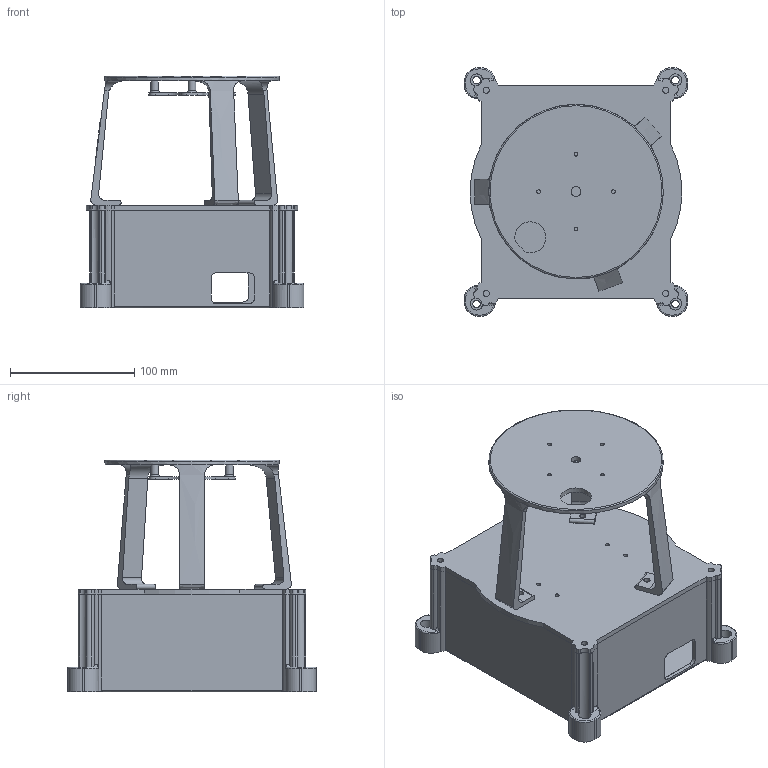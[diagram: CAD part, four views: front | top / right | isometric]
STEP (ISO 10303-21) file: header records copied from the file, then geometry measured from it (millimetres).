
FILE_DESCRIPTION(/* description */ (''),/* implementation_level */ '2;1');
FILE_NAME(/* name */ 'compute-lidar-mount-v5.step',/* time_stamp */ '2025-08-20T13:24:13-04:00',/* author */ (''),/* organization */ (''),/* preprocessor_version */ 'ST-DEVELOPER v20.1',/* originating_system */ 'Autodesk Translation Framework v14.10.0.0',/* authorisation */ '');
FILE_SCHEMA (('AUTOMOTIVE_DESIGN { 1 0 10303 214 3 1 1 }'));
Length unit declared in the file: millimetre
Products named in the file (5): coverd-compute-lidar-v2; imu-plate; compute-box-lidar-hat; lidar-hat; compute-box-base
Assembly tree (4 placements, depth 2):
  coverd-compute-lidar-v2
    imu-plate
    compute-box-lidar-hat
    lidar-hat
    compute-box-base
Bounding box: 180 x 200 x 186.65 mm (x, y, z)
Volume: 489329.8 mm3; surface area: 274187.3 mm2
Topology: 4 solids, 4 shells, 357 faces, 970 edges, 631 vertices
Faces by surface type: cylinder 200, plane 110, torus 25, bspline 22
Full cylindrical faces by diameter (mm): 2.019 x1, 3 x8, 3.15 x4, 3.175 x2, 5 x14, 6 x8, 8 x1, 10 x4, 140.309 x1
Entity records: 12751 total; most frequent: CARTESIAN_POINT 3282, DIRECTION 2008, ORIENTED_EDGE 1940, EDGE_CURVE 970, AXIS2_PLACEMENT_3D 780, VERTEX_POINT 631, LINE 448, VECTOR 448
